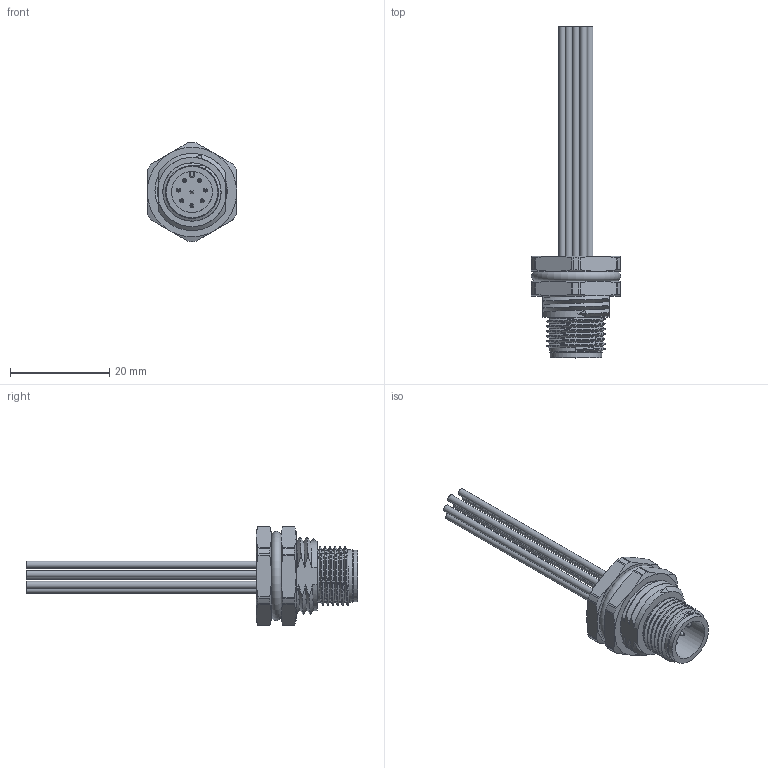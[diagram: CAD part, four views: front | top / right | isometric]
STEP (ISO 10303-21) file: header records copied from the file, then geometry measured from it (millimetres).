
FILE_DESCRIPTION(/* description */ ('Unknown'),/* implementation_level */ '2;1');
FILE_NAME(/* name */ '643452100408',/* time_stamp */ '2024-12-09T09:20:03+01:00',/* author */ ('Unknown'),/* organization */ ('Unknown'),/* preprocessor_version */ 'ST-DEVELOPER v19.4',/* originating_system */ 'Solid Edge',/* authorisation */ 'Unknown');
FILE_SCHEMA (('AUTOMOTIVE_DESIGN {1 0 10303 214 3 1 1}'));
Length unit declared in the file: millimetre
Products named in the file (16): 6434521004xx_With Cable; 6434521004xx; 6434521004xx_Housing; 643452100408_insulator; 643452100408_Pin; 6434521004xx_Seal_outer; 6434521004xx_Nut; 6434521004xx_Glue; Wire 24AWG White; Wire 24AWG Brown; Wire 24AWG Green; Wire 24AWG Yellow; Wire 24AWG Red; Wire 24AWG Grey; Wire 24AWG Pink; Wire 24AWG Blue
Assembly tree (22 placements, depth 3):
  6434521004xx_With Cable
    6434521004xx
      6434521004xx_Housing
      643452100408_insulator
      643452100408_Pin  x8
      6434521004xx_Seal_outer
      6434521004xx_Nut
      6434521004xx_Glue
    Wire 24AWG White
    Wire 24AWG Brown
    Wire 24AWG Green
    Wire 24AWG Yellow
    Wire 24AWG Red
    Wire 24AWG Grey
    Wire 24AWG Pink
    Wire 24AWG Blue
Bounding box: 18.07 x 67 x 20 mm (x, y, z)
Volume: 3724.9 mm3; surface area: 7209.7 mm2
Topology: 21 solids, 21 shells, 508 faces, 1143 edges, 737 vertices
Faces by surface type: cylinder 187, plane 185, cone 63, torus 40, bspline 33
Full cylindrical faces by diameter (mm): 0.61 x8, 0.8 x24, 1.1 x8, 1.3 x24, 1.4 x24, 1.42 x8, 1.6 x8, 8.3 x1, 9.44 x2, 9.45 x1, 10.45 x1, 10.65 x7, 10.8 x10, 11.1 x4, 11.207 x4
Entity records: 29883 total; most frequent: CARTESIAN_POINT 22530, DIRECTION 1302, ORIENTED_EDGE 1292, EDGE_CURVE 646, AXIS2_PLACEMENT_3D 558, FACE_BOUND 494, EDGE_LOOP 492, VERTEX_POINT 482
